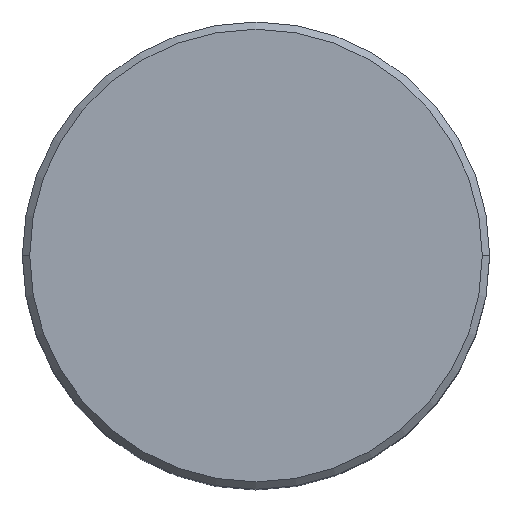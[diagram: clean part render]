
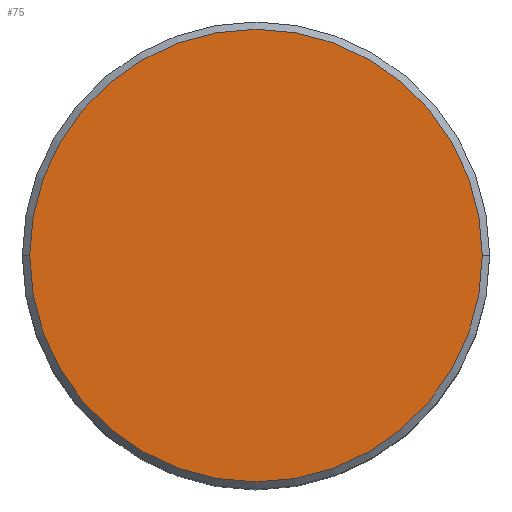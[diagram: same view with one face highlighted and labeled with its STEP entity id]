
A CAD part, top view. The second image highlights one B-rep face of the part: STEP entity #75.
In plain terms, the highlighted planar face has unit normal (0, 0, 1).
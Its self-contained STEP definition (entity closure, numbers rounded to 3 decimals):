
#22 = DIRECTION ( 'NONE',  ( 1., 0., 0. ) ) ;
#38 = CIRCLE ( 'NONE', #66, 15.5 ) ;
#48 = CIRCLE ( 'NONE', #58, 15.5 ) ;
#50 = AXIS2_PLACEMENT_3D ( 'NONE', #62, #61, #60 ) ;
#55 = DIRECTION ( 'NONE',  ( 1., 0., 0. ) ) ;
#56 = DIRECTION ( 'NONE',  ( 0., 0., 1. ) ) ;
#57 = CARTESIAN_POINT ( 'NONE',  ( 0., 0., 0. ) ) ;
#58 = AXIS2_PLACEMENT_3D ( 'NONE', #57, #56, #55 ) ;
#60 = DIRECTION ( 'NONE',  ( 1., 0., 0. ) ) ;
#61 = DIRECTION ( 'NONE',  ( 0., 0., 1. ) ) ;
#62 = CARTESIAN_POINT ( 'NONE',  ( 0., 0., 0. ) ) ;
#64 = DIRECTION ( 'NONE',  ( 0., 0., 1. ) ) ;
#65 = CARTESIAN_POINT ( 'NONE',  ( 0., 0., 0. ) ) ;
#66 = AXIS2_PLACEMENT_3D ( 'NONE', #65, #64, #22 ) ;
#75 = ADVANCED_FACE ( 'NONE', ( #95 ), #144, .T. ) ;
#76 = ORIENTED_EDGE ( 'NONE', *, *, #79, .T. ) ;
#78 = VERTEX_POINT ( 'NONE', #145 ) ;
#79 = EDGE_CURVE ( 'NONE', #78, #241, #48, .T. ) ;
#80 = EDGE_CURVE ( 'NONE', #241, #78, #38, .T. ) ;
#95 = FACE_OUTER_BOUND ( 'NONE', #117, .T. ) ;
#117 = EDGE_LOOP ( 'NONE', ( #129, #76 ) ) ;
#129 = ORIENTED_EDGE ( 'NONE', *, *, #80, .T. ) ;
#144 = PLANE ( 'NONE',  #50 ) ;
#145 = CARTESIAN_POINT ( 'NONE',  ( 15.5, 0., 0. ) ) ;
#241 = VERTEX_POINT ( 'NONE', #655 ) ;
#655 = CARTESIAN_POINT ( 'NONE',  ( -15.5, 0., 0. ) ) ;
